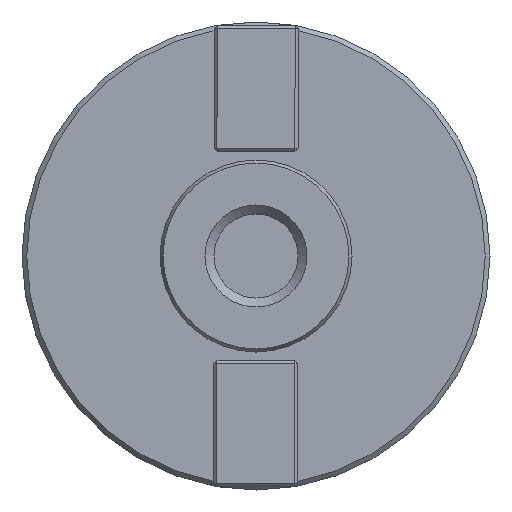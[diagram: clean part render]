
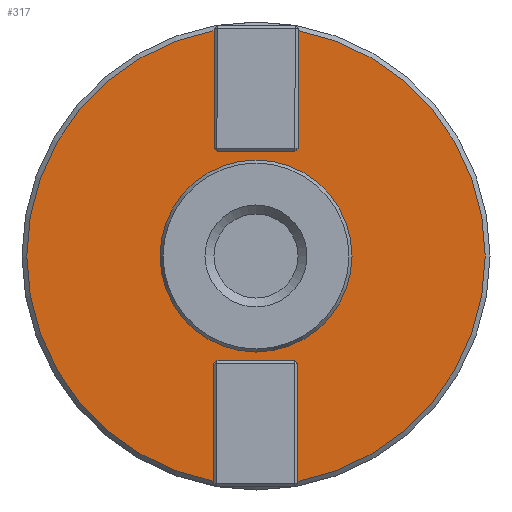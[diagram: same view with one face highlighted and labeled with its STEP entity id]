
A CAD part, left-side view. The second image highlights one B-rep face of the part: STEP entity #317.
In plain terms, the highlighted planar face has unit normal (-1, 0, 0).
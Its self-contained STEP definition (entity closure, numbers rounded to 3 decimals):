
#81=FACE_BOUND('',#632,.T.);
#82=FACE_BOUND('',#633,.T.);
#317=ADVANCED_FACE('',(#81,#82),#396,.F.);
#396=PLANE('',#2221);
#632=EDGE_LOOP('',(#1361,#1362,#1363,#1364,#1365,#1366,#1367,#1368,#1369,
#1370,#1371,#1372));
#633=EDGE_LOOP('',(#1373));
#752=LINE('',#3878,#884);
#753=LINE('',#3880,#885);
#754=LINE('',#3882,#886);
#755=LINE('',#3884,#887);
#756=LINE('',#3886,#888);
#757=LINE('',#3887,#889);
#758=LINE('',#3889,#890);
#759=LINE('',#3891,#891);
#760=LINE('',#3893,#892);
#761=LINE('',#3895,#893);
#884=VECTOR('',#2620,1.);
#885=VECTOR('',#2621,1.);
#886=VECTOR('',#2622,1.);
#887=VECTOR('',#2623,1.);
#888=VECTOR('',#2624,1.);
#889=VECTOR('',#2625,1.);
#890=VECTOR('',#2626,1.);
#891=VECTOR('',#2627,1.);
#892=VECTOR('',#2628,1.);
#893=VECTOR('',#2629,1.);
#1361=ORIENTED_EDGE('',*,*,#1917,.T.);
#1362=ORIENTED_EDGE('',*,*,#1927,.T.);
#1363=ORIENTED_EDGE('',*,*,#1928,.T.);
#1364=ORIENTED_EDGE('',*,*,#1929,.T.);
#1365=ORIENTED_EDGE('',*,*,#1930,.T.);
#1366=ORIENTED_EDGE('',*,*,#1931,.T.);
#1367=ORIENTED_EDGE('',*,*,#1923,.T.);
#1368=ORIENTED_EDGE('',*,*,#1932,.T.);
#1369=ORIENTED_EDGE('',*,*,#1933,.T.);
#1370=ORIENTED_EDGE('',*,*,#1934,.T.);
#1371=ORIENTED_EDGE('',*,*,#1935,.T.);
#1372=ORIENTED_EDGE('',*,*,#1936,.T.);
#1373=ORIENTED_EDGE('',*,*,#1937,.F.);
#1664=VERTEX_POINT('',#3829);
#1665=VERTEX_POINT('',#3831);
#1670=VERTEX_POINT('',#3858);
#1671=VERTEX_POINT('',#3860);
#1674=VERTEX_POINT('',#3879);
#1675=VERTEX_POINT('',#3881);
#1676=VERTEX_POINT('',#3883);
#1677=VERTEX_POINT('',#3885);
#1678=VERTEX_POINT('',#3888);
#1679=VERTEX_POINT('',#3890);
#1680=VERTEX_POINT('',#3892);
#1681=VERTEX_POINT('',#3894);
#1682=VERTEX_POINT('',#3897);
#1917=EDGE_CURVE('',#1665,#1664,#2060,.T.);
#1923=EDGE_CURVE('',#1671,#1670,#2061,.T.);
#1927=EDGE_CURVE('',#1664,#1674,#752,.T.);
#1928=EDGE_CURVE('',#1674,#1675,#753,.T.);
#1929=EDGE_CURVE('',#1675,#1676,#754,.T.);
#1930=EDGE_CURVE('',#1676,#1677,#755,.T.);
#1931=EDGE_CURVE('',#1677,#1671,#756,.T.);
#1932=EDGE_CURVE('',#1670,#1678,#757,.T.);
#1933=EDGE_CURVE('',#1678,#1679,#758,.T.);
#1934=EDGE_CURVE('',#1679,#1680,#759,.T.);
#1935=EDGE_CURVE('',#1680,#1681,#760,.T.);
#1936=EDGE_CURVE('',#1681,#1665,#761,.T.);
#1937=EDGE_CURVE('',#1682,#1682,#2062,.T.);
#2060=CIRCLE('',#2217,38.2);
#2061=CIRCLE('',#2218,38.2);
#2062=CIRCLE('',#2220,16.);
#2217=AXIS2_PLACEMENT_3D('',#3830,#2614,#2615);
#2218=AXIS2_PLACEMENT_3D('',#3859,#2616,#2617);
#2220=AXIS2_PLACEMENT_3D('',#3896,#2630,#2631);
#2221=AXIS2_PLACEMENT_3D('',#3898,#2632,#2633);
#2614=DIRECTION('',(-1.,0.,0.));
#2615=DIRECTION('',(0.,0.,-1.));
#2616=DIRECTION('',(-1.,0.,0.));
#2617=DIRECTION('',(0.,0.,-1.));
#2620=DIRECTION('',(0.,0.,1.));
#2621=DIRECTION('',(0.,-0.707,0.707));
#2622=DIRECTION('',(0.,-1.,0.));
#2623=DIRECTION('',(0.,-0.707,-0.707));
#2624=DIRECTION('',(0.,0.,-1.));
#2625=DIRECTION('',(0.,0.,-1.));
#2626=DIRECTION('',(0.,0.707,-0.707));
#2627=DIRECTION('',(0.,1.,0.));
#2628=DIRECTION('',(0.,0.707,0.707));
#2629=DIRECTION('',(0.,0.,1.));
#2630=DIRECTION('',(-1.,0.,0.));
#2631=DIRECTION('',(0.,0.,-1.));
#2632=DIRECTION('',(1.,0.,0.));
#2633=DIRECTION('',(0.,0.,-1.));
#3829=CARTESIAN_POINT('',(24.,7.,-37.553));
#3830=CARTESIAN_POINT('',(24.,0.,0.));
#3831=CARTESIAN_POINT('',(24.,7.,37.553));
#3858=CARTESIAN_POINT('',(24.,-7.,37.553));
#3859=CARTESIAN_POINT('',(24.,0.,0.));
#3860=CARTESIAN_POINT('',(24.,-7.,-37.553));
#3878=CARTESIAN_POINT('',(24.,7.,17.435));
#3879=CARTESIAN_POINT('',(24.,7.,-17.95));
#3880=CARTESIAN_POINT('',(24.,-14.193,3.243));
#3881=CARTESIAN_POINT('',(24.,6.5,-17.45));
#3882=CARTESIAN_POINT('',(24.,0.,-17.45));
#3883=CARTESIAN_POINT('',(24.,-6.5,-17.45));
#3884=CARTESIAN_POINT('',(24.,14.193,3.243));
#3885=CARTESIAN_POINT('',(24.,-7.,-17.95));
#3886=CARTESIAN_POINT('',(24.,-7.,17.435));
#3887=CARTESIAN_POINT('',(24.,-7.,17.435));
#3888=CARTESIAN_POINT('',(24.,-7.,17.95));
#3889=CARTESIAN_POINT('',(24.,-3.243,14.193));
#3890=CARTESIAN_POINT('',(24.,-6.5,17.45));
#3891=CARTESIAN_POINT('',(24.,0.,17.45));
#3892=CARTESIAN_POINT('',(24.,6.5,17.45));
#3893=CARTESIAN_POINT('',(24.,3.243,14.193));
#3894=CARTESIAN_POINT('',(24.,7.,17.95));
#3895=CARTESIAN_POINT('',(24.,7.,17.435));
#3896=CARTESIAN_POINT('',(24.,0.,0.));
#3897=CARTESIAN_POINT('',(24.,0.,-16.));
#3898=CARTESIAN_POINT('',(24.,0.,17.435));
